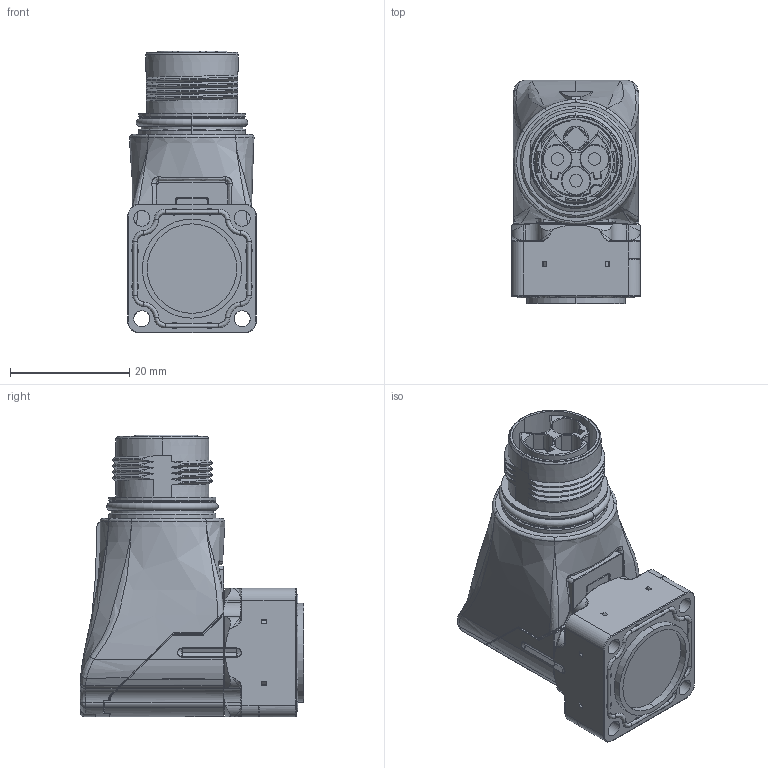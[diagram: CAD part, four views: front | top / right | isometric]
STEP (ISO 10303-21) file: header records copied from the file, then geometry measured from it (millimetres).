
FILE_DESCRIPTION((''),'2;1');
FILE_NAME('ST-3EP1N8AAD00S','2015-02-26T',('skraut'),(''),'PRO/ENGINEER BY PARAMETRIC TECHNOLOGY CORPORATION, 2013230','PRO/ENGINEER BY PARAMETRIC TECHNOLOGY CORPORATION, 2013230','');
FILE_SCHEMA(('AUTOMOTIVE_DESIGN { 1 0 10303 214 1 1 1 1 }'));
Products named in the file (1): ST-3EP1N8AAD00S
Bounding box: 21.6 x 37.45 x 47.3 mm (x, y, z)
Volume: 20235.9 mm3; surface area: 7707.8 mm2
Topology: 1 solids, 1 shells, 948 faces, 2481 edges, 1539 vertices
Faces by surface type: plane 300, cylinder 283, bspline 207, torus 96, cone 23, sphere 18, revolution 12, extrusion 9
Entity records: 42616 total; most frequent: CARTESIAN_POINT 20572, ORIENTED_EDGE 4954, DIRECTION 4125, EDGE_CURVE 2477, AXIS2_PLACEMENT_3D 1554, VERTEX_POINT 1539, VECTOR 1005, LINE 996
